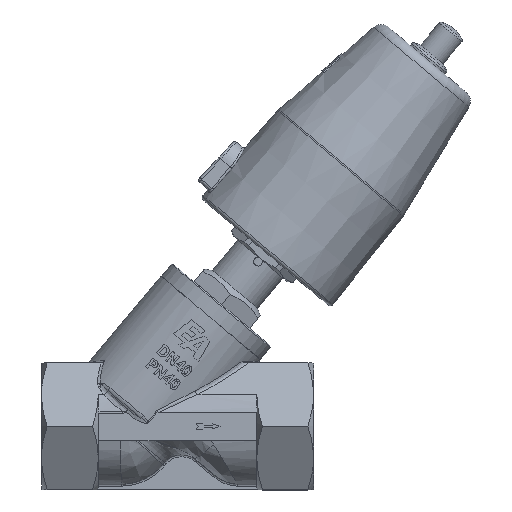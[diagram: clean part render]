
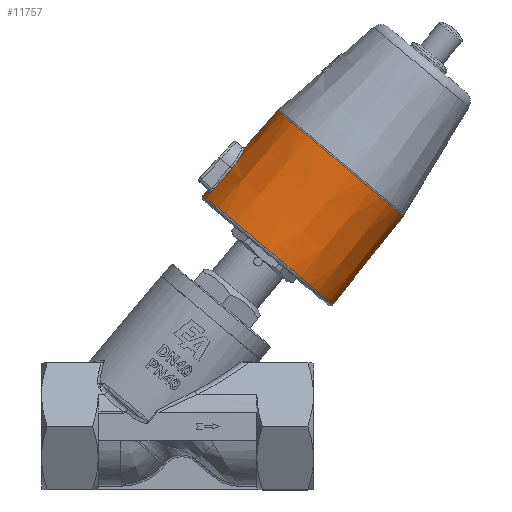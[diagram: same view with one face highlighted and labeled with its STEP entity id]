
A CAD part, top view. The second image highlights one B-rep face of the part: STEP entity #11757.
In plain terms, the highlighted conical face has half-angle 1.5 degrees and reference radius 36.808 mm.
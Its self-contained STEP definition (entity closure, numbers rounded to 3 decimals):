
#656=B_SPLINE_CURVE_WITH_KNOTS('',3,(#26109,#26110,#26111,#26112),
 .UNSPECIFIED.,.F.,.F.,(4,4),(1.013,1.021),
 .UNSPECIFIED.);
#657=B_SPLINE_CURVE_WITH_KNOTS('',3,(#26144,#26145,#26146,#26147,#26148,
#26149),.UNSPECIFIED.,.F.,.F.,(4,1,1,4),(-0.409,-0.292,
-0.175,0.),.UNSPECIFIED.);
#659=B_SPLINE_CURVE_WITH_KNOTS('',3,(#26210,#26211,#26212,#26213,#26214,
#26215,#26216,#26217,#26218,#26219),.UNSPECIFIED.,.F.,.F.,(4,1,1,1,1,1,
1,4),(-3.528,-3.024,-2.52,-2.016,
-1.512,-1.008,-0.504,0.),
 .UNSPECIFIED.);
#660=B_SPLINE_CURVE_WITH_KNOTS('',3,(#26248,#26249,#26250,#26251),
 .UNSPECIFIED.,.F.,.F.,(4,4),(-1.021,-1.013),
 .UNSPECIFIED.);
#661=B_SPLINE_CURVE_WITH_KNOTS('',3,(#26277,#26278,#26279,#26280,#26281),
 .UNSPECIFIED.,.F.,.F.,(4,1,4),(-0.409,-0.175,0.),
 .UNSPECIFIED.);
#1031=FACE_BOUND('',#2914,.T.);
#1428=CIRCLE('',#12917,37.396);
#1430=CIRCLE('',#12920,37.46);
#1431=CIRCLE('',#12921,37.46);
#1432=CIRCLE('',#12922,36.156);
#1433=CIRCLE('',#12923,36.156);
#1434=CIRCLE('',#12924,36.156);
#1435=CIRCLE('',#12925,37.46);
#1546=CONICAL_SURFACE('',#12919,36.808,0.026);
#2183=FACE_OUTER_BOUND('',#2913,.T.);
#2913=EDGE_LOOP('',(#10597,#10598,#10599,#10600,#10601,#10602,#10603,#10604));
#2914=EDGE_LOOP('',(#10605,#10606,#10607,#10608,#10609,#10610));
#3650=LINE('',#26294,#4355);
#4355=VECTOR('',#15659,36.808);
#5466=VERTEX_POINT('',#26105);
#5467=VERTEX_POINT('',#26107);
#5468=VERTEX_POINT('',#26143);
#5470=VERTEX_POINT('',#26208);
#5471=VERTEX_POINT('',#26221);
#5473=VERTEX_POINT('',#26246);
#5474=VERTEX_POINT('',#26288);
#5475=VERTEX_POINT('',#26289);
#5476=VERTEX_POINT('',#26291);
#5477=VERTEX_POINT('',#26293);
#5478=VERTEX_POINT('',#26295);
#5479=VERTEX_POINT('',#26297);
#7194=EDGE_CURVE('',#5467,#5466,#656,.T.);
#7195=EDGE_CURVE('',#5466,#5468,#657,.T.);
#7199=EDGE_CURVE('',#5470,#5467,#659,.T.);
#7202=EDGE_CURVE('',#5468,#5471,#1428,.T.);
#7204=EDGE_CURVE('',#5473,#5470,#660,.T.);
#7205=EDGE_CURVE('',#5471,#5473,#661,.T.);
#7207=EDGE_CURVE('',#5474,#5475,#1430,.T.);
#7208=EDGE_CURVE('',#5476,#5474,#1431,.T.);
#7209=EDGE_CURVE('',#5476,#5477,#3650,.T.);
#7210=EDGE_CURVE('',#5477,#5478,#1432,.T.);
#7211=EDGE_CURVE('',#5478,#5479,#1433,.T.);
#7212=EDGE_CURVE('',#5479,#5477,#1434,.T.);
#7213=EDGE_CURVE('',#5475,#5476,#1435,.T.);
#10597=ORIENTED_EDGE('',*,*,#7207,.F.);
#10598=ORIENTED_EDGE('',*,*,#7208,.F.);
#10599=ORIENTED_EDGE('',*,*,#7209,.T.);
#10600=ORIENTED_EDGE('',*,*,#7210,.T.);
#10601=ORIENTED_EDGE('',*,*,#7211,.T.);
#10602=ORIENTED_EDGE('',*,*,#7212,.T.);
#10603=ORIENTED_EDGE('',*,*,#7209,.F.);
#10604=ORIENTED_EDGE('',*,*,#7213,.F.);
#10605=ORIENTED_EDGE('',*,*,#7194,.F.);
#10606=ORIENTED_EDGE('',*,*,#7199,.F.);
#10607=ORIENTED_EDGE('',*,*,#7204,.F.);
#10608=ORIENTED_EDGE('',*,*,#7205,.F.);
#10609=ORIENTED_EDGE('',*,*,#7202,.F.);
#10610=ORIENTED_EDGE('',*,*,#7195,.F.);
#11757=ADVANCED_FACE('',(#2183,#1031),#1546,.T.);
#12917=AXIS2_PLACEMENT_3D('',#26225,#15649,#15650);
#12919=AXIS2_PLACEMENT_3D('',#26287,#15653,#15654);
#12920=AXIS2_PLACEMENT_3D('',#26290,#15655,#15656);
#12921=AXIS2_PLACEMENT_3D('',#26292,#15657,#15658);
#12922=AXIS2_PLACEMENT_3D('',#26296,#15660,#15661);
#12923=AXIS2_PLACEMENT_3D('',#26298,#15662,#15663);
#12924=AXIS2_PLACEMENT_3D('',#26299,#15664,#15665);
#12925=AXIS2_PLACEMENT_3D('',#26300,#15666,#15667);
#15649=DIRECTION('center_axis',(0.,1.,0.));
#15650=DIRECTION('ref_axis',(1.,0.,0.));
#15653=DIRECTION('center_axis',(0.,-1.,0.));
#15654=DIRECTION('ref_axis',(1.,0.,0.));
#15655=DIRECTION('center_axis',(0.,-1.,0.));
#15656=DIRECTION('ref_axis',(1.,0.,0.));
#15657=DIRECTION('center_axis',(0.,-1.,0.));
#15658=DIRECTION('ref_axis',(1.,0.,0.));
#15659=DIRECTION('',(0.026,1.,0.));
#15660=DIRECTION('center_axis',(0.,-1.,0.));
#15661=DIRECTION('ref_axis',(1.,0.,0.));
#15662=DIRECTION('center_axis',(0.,-1.,0.));
#15663=DIRECTION('ref_axis',(1.,0.,0.));
#15664=DIRECTION('center_axis',(0.,-1.,0.));
#15665=DIRECTION('ref_axis',(1.,0.,0.));
#15666=DIRECTION('center_axis',(0.,-1.,0.));
#15667=DIRECTION('ref_axis',(1.,0.,0.));
#26105=CARTESIAN_POINT('',(35.47,6.565,11.631));
#26107=CARTESIAN_POINT('',(35.273,18.894,11.19));
#26109=CARTESIAN_POINT('Ctrl Pts',(35.273,18.894,11.19));
#26110=CARTESIAN_POINT('Ctrl Pts',(35.339,14.795,11.337));
#26111=CARTESIAN_POINT('Ctrl Pts',(35.405,10.685,11.484));
#26112=CARTESIAN_POINT('Ctrl Pts',(35.47,6.565,11.631));
#26143=CARTESIAN_POINT('',(36.247,3.974,9.198));
#26144=CARTESIAN_POINT('Ctrl Pts',(35.47,6.565,11.631));
#26145=CARTESIAN_POINT('Ctrl Pts',(35.476,6.176,11.645));
#26146=CARTESIAN_POINT('Ctrl Pts',(35.55,5.387,11.489));
#26147=CARTESIAN_POINT('Ctrl Pts',(35.841,4.306,10.661));
#26148=CARTESIAN_POINT('Ctrl Pts',(36.107,3.974,9.75));
#26149=CARTESIAN_POINT('Ctrl Pts',(36.247,3.974,9.198));
#26208=CARTESIAN_POINT('',(35.273,18.894,-11.19));
#26210=CARTESIAN_POINT('Ctrl Pts',(35.273,18.894,-11.19));
#26211=CARTESIAN_POINT('Ctrl Pts',(35.246,20.572,-11.13));
#26212=CARTESIAN_POINT('Ctrl Pts',(35.435,23.905,-10.281));
#26213=CARTESIAN_POINT('Ctrl Pts',(36.16,27.866,-7.07));
#26214=CARTESIAN_POINT('Ctrl Pts',(36.736,30.06,-2.538));
#26215=CARTESIAN_POINT('Ctrl Pts',(36.74,30.067,2.522));
#26216=CARTESIAN_POINT('Ctrl Pts',(36.16,27.869,7.064));
#26217=CARTESIAN_POINT('Ctrl Pts',(35.438,23.917,10.274));
#26218=CARTESIAN_POINT('Ctrl Pts',(35.246,20.572,11.13));
#26219=CARTESIAN_POINT('Ctrl Pts',(35.273,18.894,11.19));
#26221=CARTESIAN_POINT('',(36.247,3.974,-9.198));
#26225=CARTESIAN_POINT('Origin',(0.,3.974,0.));
#26246=CARTESIAN_POINT('',(35.47,6.565,-11.631));
#26248=CARTESIAN_POINT('Ctrl Pts',(35.47,6.565,-11.631));
#26249=CARTESIAN_POINT('Ctrl Pts',(35.405,10.685,-11.484));
#26250=CARTESIAN_POINT('Ctrl Pts',(35.339,14.795,-11.337));
#26251=CARTESIAN_POINT('Ctrl Pts',(35.273,18.894,-11.19));
#26277=CARTESIAN_POINT('Ctrl Pts',(36.247,3.974,-9.198));
#26278=CARTESIAN_POINT('Ctrl Pts',(36.06,3.974,-9.933));
#26279=CARTESIAN_POINT('Ctrl Pts',(35.67,4.601,-11.203));
#26280=CARTESIAN_POINT('Ctrl Pts',(35.479,5.982,-11.652));
#26281=CARTESIAN_POINT('Ctrl Pts',(35.47,6.565,-11.631));
#26287=CARTESIAN_POINT('Origin',(0.,26.441,0.));
#26288=CARTESIAN_POINT('',(37.46,1.539,0.));
#26289=CARTESIAN_POINT('',(0.,1.539,37.46));
#26290=CARTESIAN_POINT('Origin',(0.,1.539,0.));
#26291=CARTESIAN_POINT('',(-37.46,1.539,0.));
#26292=CARTESIAN_POINT('Origin',(0.,1.539,0.));
#26293=CARTESIAN_POINT('',(-36.156,51.342,0.));
#26294=CARTESIAN_POINT('',(-36.808,26.441,0.));
#26295=CARTESIAN_POINT('',(36.156,51.342,0.));
#26296=CARTESIAN_POINT('Origin',(0.,51.342,0.));
#26297=CARTESIAN_POINT('',(0.,51.342,36.156));
#26298=CARTESIAN_POINT('Origin',(0.,51.342,0.));
#26299=CARTESIAN_POINT('Origin',(0.,51.342,0.));
#26300=CARTESIAN_POINT('Origin',(0.,1.539,0.));
